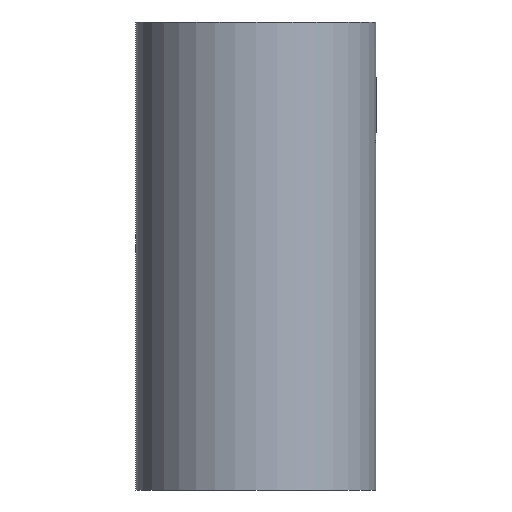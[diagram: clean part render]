
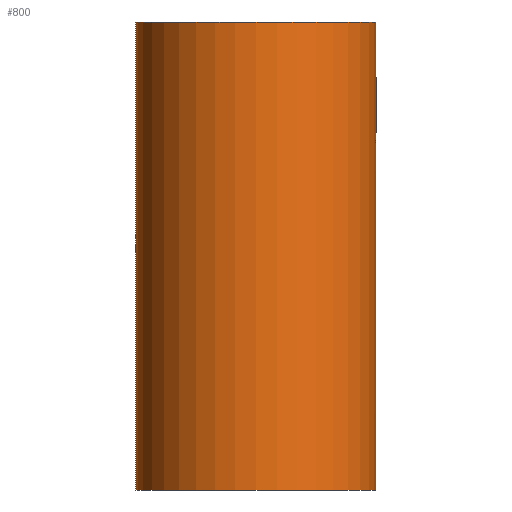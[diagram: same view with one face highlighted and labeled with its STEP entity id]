
A CAD part, front view. The second image highlights one B-rep face of the part: STEP entity #800.
In plain terms, the highlighted cylindrical face has radius 10 mm (diameter 20 mm), a partial arc.
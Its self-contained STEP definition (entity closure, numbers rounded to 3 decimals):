
#21 = VERTEX_POINT ( 'NONE', #46 ) ;
#46 = CARTESIAN_POINT ( 'NONE',  ( 10., 0., -39. ) ) ;
#62 = DIRECTION ( 'NONE',  ( 1., 0., 0. ) ) ;
#63 = CARTESIAN_POINT ( 'NONE',  ( 9.97, -0.779, -9.79 ) ) ;
#76 = CARTESIAN_POINT ( 'NONE',  ( -10., 0., 0. ) ) ;
#80 = VECTOR ( 'NONE', #892, 1000. ) ;
#94 = ORIENTED_EDGE ( 'NONE', *, *, #719, .T. ) ;
#100 = LINE ( 'NONE', #287, #80 ) ;
#141 = DIRECTION ( 'NONE',  ( 0., 0., 1. ) ) ;
#145 = CARTESIAN_POINT ( 'NONE',  ( 9.968, -0.8, -10.105 ) ) ;
#165 = AXIS2_PLACEMENT_3D ( 'NONE', #490, #1093, #585 ) ;
#207 = EDGE_CURVE ( 'NONE', #406, #316, #1018, .T. ) ;
#215 = VERTEX_POINT ( 'NONE', #802 ) ;
#232 = CARTESIAN_POINT ( 'NONE',  ( 9.976, -0.699, -10.403 ) ) ;
#234 = AXIS2_PLACEMENT_3D ( 'NONE', #574, #141, #62 ) ;
#251 = CIRCLE ( 'NONE', #837, 10. ) ;
#269 = FACE_OUTER_BOUND ( 'NONE', #370, .T. ) ;
#275 = LINE ( 'NONE', #319, #504 ) ;
#287 = CARTESIAN_POINT ( 'NONE',  ( 10., 0., -67.284 ) ) ;
#294 = EDGE_CURVE ( 'NONE', #21, #956, #275, .T. ) ;
#296 = CARTESIAN_POINT ( 'NONE',  ( -10., 0., -67.284 ) ) ;
#311 = CARTESIAN_POINT ( 'NONE',  ( 9.992, -0.419, -10.713 ) ) ;
#316 = VERTEX_POINT ( 'NONE', #1005 ) ;
#319 = CARTESIAN_POINT ( 'NONE',  ( 10., 0., -67.284 ) ) ;
#359 = B_SPLINE_CURVE_WITH_KNOTS ( 'NONE', 3,
 ( #402, #914, #480, #1087, #575, #63, #664, #145, #749, #232, #839, #311, #919, #930 ),
 .UNSPECIFIED., .F., .F.,
 ( 4, 2, 2, 2, 2, 2, 4 ),
 ( 0.003, 0.003, 0.003, 0.004, 0.004, 0.004, 0.005 ),
 .UNSPECIFIED. ) ;
#370 = EDGE_LOOP ( 'NONE', ( #725, #94, #1023, #609, #423, #817 ) ) ;
#389 = DIRECTION ( 'NONE',  ( 0., 0., 1. ) ) ;
#402 = CARTESIAN_POINT ( 'NONE',  ( 10., 0., -9.2 ) ) ;
#406 = VERTEX_POINT ( 'NONE', #76 ) ;
#423 = ORIENTED_EDGE ( 'NONE', *, *, #654, .T. ) ;
#424 = CARTESIAN_POINT ( 'NONE',  ( 10., 0., -9.2 ) ) ;
#471 = LINE ( 'NONE', #296, #910 ) ;
#480 = CARTESIAN_POINT ( 'NONE',  ( 9.992, -0.418, -9.287 ) ) ;
#490 = CARTESIAN_POINT ( 'NONE',  ( 0., 0., 0. ) ) ;
#504 = VECTOR ( 'NONE', #922, 1000. ) ;
#512 = CYLINDRICAL_SURFACE ( 'NONE', #234, 10. ) ;
#521 = EDGE_CURVE ( 'NONE', #535, #956, #359, .T. ) ;
#535 = VERTEX_POINT ( 'NONE', #424 ) ;
#539 = CARTESIAN_POINT ( 'NONE',  ( 10., 0., -10.8 ) ) ;
#574 = CARTESIAN_POINT ( 'NONE',  ( 0., 0., -67.284 ) ) ;
#575 = CARTESIAN_POINT ( 'NONE',  ( 9.976, -0.699, -9.596 ) ) ;
#585 = DIRECTION ( 'NONE',  ( 1., 0., 0. ) ) ;
#609 = ORIENTED_EDGE ( 'NONE', *, *, #521, .F. ) ;
#654 = EDGE_CURVE ( 'NONE', #535, #316, #100, .T. ) ;
#664 = CARTESIAN_POINT ( 'NONE',  ( 9.968, -0.8, -9.894 ) ) ;
#719 = EDGE_CURVE ( 'NONE', #215, #21, #251, .T. ) ;
#725 = ORIENTED_EDGE ( 'NONE', *, *, #727, .F. ) ;
#727 = EDGE_CURVE ( 'NONE', #215, #406, #471, .T. ) ;
#734 = DIRECTION ( 'NONE',  ( 0., 0., 1. ) ) ;
#749 = CARTESIAN_POINT ( 'NONE',  ( 9.97, -0.779, -10.209 ) ) ;
#800 = ADVANCED_FACE ( 'NONE', ( #269 ), #512, .T. ) ;
#802 = CARTESIAN_POINT ( 'NONE',  ( -10., 0., -39. ) ) ;
#817 = ORIENTED_EDGE ( 'NONE', *, *, #207, .F. ) ;
#837 = AXIS2_PLACEMENT_3D ( 'NONE', #904, #389, #980 ) ;
#839 = CARTESIAN_POINT ( 'NONE',  ( 9.98, -0.64, -10.491 ) ) ;
#892 = DIRECTION ( 'NONE',  ( 0., 0., 1. ) ) ;
#904 = CARTESIAN_POINT ( 'NONE',  ( 0., 0., -39. ) ) ;
#910 = VECTOR ( 'NONE', #734, 1000. ) ;
#914 = CARTESIAN_POINT ( 'NONE',  ( 10., -0.209, -9.2 ) ) ;
#919 = CARTESIAN_POINT ( 'NONE',  ( 10., -0.211, -10.8 ) ) ;
#922 = DIRECTION ( 'NONE',  ( 0., 0., 1. ) ) ;
#930 = CARTESIAN_POINT ( 'NONE',  ( 10., 0., -10.8 ) ) ;
#956 = VERTEX_POINT ( 'NONE', #539 ) ;
#980 = DIRECTION ( 'NONE',  ( -1., 0., 0. ) ) ;
#1005 = CARTESIAN_POINT ( 'NONE',  ( 10., 0., 0. ) ) ;
#1018 = CIRCLE ( 'NONE', #165, 10. ) ;
#1023 = ORIENTED_EDGE ( 'NONE', *, *, #294, .T. ) ;
#1087 = CARTESIAN_POINT ( 'NONE',  ( 9.98, -0.639, -9.508 ) ) ;
#1093 = DIRECTION ( 'NONE',  ( 0., 0., 1. ) ) ;
